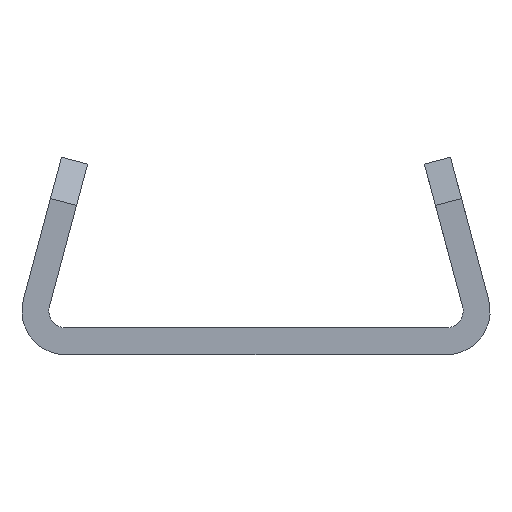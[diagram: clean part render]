
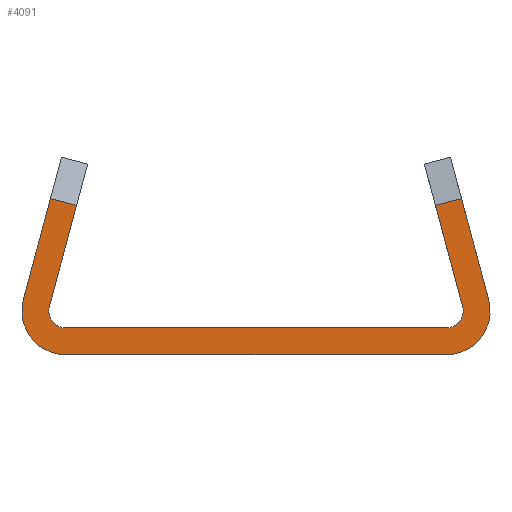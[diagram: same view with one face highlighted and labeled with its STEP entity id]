
A CAD part, front view. The second image highlights one B-rep face of the part: STEP entity #4091.
In plain terms, the highlighted planar face has unit normal (0, -1, 0).
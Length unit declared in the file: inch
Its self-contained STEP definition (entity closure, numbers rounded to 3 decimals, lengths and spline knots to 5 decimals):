
#64=CIRCLE('',#4317,0.077);
#65=CIRCLE('',#4319,0.077);
#163=CIRCLE('',#4421,0.02976);
#165=CIRCLE('',#4424,0.02976);
#377=FACE_OUTER_BOUND('',#611,.T.);
#611=EDGE_LOOP('',(#2975,#2976,#2977,#2978,#2979,#2980,#2981,#2982,#2983,
#2984,#2985,#2986));
#833=LINE('',#5971,#1257);
#839=LINE('',#5984,#1263);
#849=LINE('',#6003,#1273);
#854=LINE('',#6014,#1278);
#861=LINE('',#6035,#1285);
#864=LINE('',#6041,#1288);
#865=LINE('',#6043,#1289);
#964=LINE('',#6438,#1388);
#1257=VECTOR('',#4723,39.37008);
#1263=VECTOR('',#4731,39.37008);
#1273=VECTOR('',#4747,39.37008);
#1278=VECTOR('',#4756,39.37008);
#1285=VECTOR('',#4779,39.37008);
#1288=VECTOR('',#4784,39.37008);
#1289=VECTOR('',#4787,39.37008);
#1388=VECTOR('',#5088,39.37008);
#1681=VERTEX_POINT('',#5968);
#1682=VERTEX_POINT('',#5970);
#1687=VERTEX_POINT('',#5981);
#1688=VERTEX_POINT('',#5983);
#1694=VERTEX_POINT('',#6001);
#1697=VERTEX_POINT('',#6011);
#1700=VERTEX_POINT('',#6021);
#1701=VERTEX_POINT('',#6025);
#1703=VERTEX_POINT('',#6031);
#1706=VERTEX_POINT('',#6039);
#1899=VERTEX_POINT('',#6430);
#1901=VERTEX_POINT('',#6436);
#2097=EDGE_CURVE('',#1681,#1682,#833,.T.);
#2103=EDGE_CURVE('',#1687,#1688,#839,.T.);
#2113=EDGE_CURVE('',#1682,#1694,#849,.T.);
#2118=EDGE_CURVE('',#1687,#1697,#854,.T.);
#2123=EDGE_CURVE('',#1700,#1681,#64,.T.);
#2124=EDGE_CURVE('',#1688,#1701,#65,.T.);
#2129=EDGE_CURVE('',#1694,#1703,#861,.T.);
#2132=EDGE_CURVE('',#1706,#1697,#864,.T.);
#2133=EDGE_CURVE('',#1701,#1700,#865,.T.);
#2327=EDGE_CURVE('',#1703,#1899,#163,.T.);
#2330=EDGE_CURVE('',#1706,#1901,#165,.T.);
#2331=EDGE_CURVE('',#1899,#1901,#964,.T.);
#2975=ORIENTED_EDGE('',*,*,#2133,.F.);
#2976=ORIENTED_EDGE('',*,*,#2124,.F.);
#2977=ORIENTED_EDGE('',*,*,#2103,.F.);
#2978=ORIENTED_EDGE('',*,*,#2118,.T.);
#2979=ORIENTED_EDGE('',*,*,#2132,.F.);
#2980=ORIENTED_EDGE('',*,*,#2330,.T.);
#2981=ORIENTED_EDGE('',*,*,#2331,.F.);
#2982=ORIENTED_EDGE('',*,*,#2327,.F.);
#2983=ORIENTED_EDGE('',*,*,#2129,.F.);
#2984=ORIENTED_EDGE('',*,*,#2113,.F.);
#2985=ORIENTED_EDGE('',*,*,#2097,.F.);
#2986=ORIENTED_EDGE('',*,*,#2123,.F.);
#3978=PLANE('',#4423);
#4091=ADVANCED_FACE('',(#377),#3978,.F.);
#4317=AXIS2_PLACEMENT_3D('',#6023,#4766,#4767);
#4319=AXIS2_PLACEMENT_3D('',#6026,#4770,#4771);
#4421=AXIS2_PLACEMENT_3D('',#6431,#5079,#5080);
#4423=AXIS2_PLACEMENT_3D('',#6435,#5084,#5085);
#4424=AXIS2_PLACEMENT_3D('',#6437,#5086,#5087);
#4723=DIRECTION('',(0.259,0.,0.966));
#4731=DIRECTION('',(0.259,0.,-0.966));
#4747=DIRECTION('',(0.966,0.,-0.259));
#4756=DIRECTION('',(-0.966,0.,-0.259));
#4766=DIRECTION('center_axis',(0.,1.,0.));
#4767=DIRECTION('ref_axis',(0.,0.,-1.));
#4770=DIRECTION('center_axis',(0.,1.,0.));
#4771=DIRECTION('ref_axis',(0.,0.,1.));
#4779=DIRECTION('',(-0.259,0.,-0.966));
#4784=DIRECTION('',(-0.259,0.,0.966));
#4787=DIRECTION('',(-1.,0.,0.));
#5079=DIRECTION('center_axis',(0.,-1.,0.));
#5080=DIRECTION('ref_axis',(0.,0.,-1.));
#5084=DIRECTION('center_axis',(0.,1.,0.));
#5085=DIRECTION('ref_axis',(0.,0.,1.));
#5086=DIRECTION('center_axis',(0.,1.,0.));
#5087=DIRECTION('ref_axis',(0.,0.,1.));
#5088=DIRECTION('',(1.,0.,0.));
#5968=CARTESIAN_POINT('',(-0.40767,-6.,0.09693));
#5970=CARTESIAN_POINT('',(-0.36023,-6.,0.27398));
#5971=CARTESIAN_POINT('',(-0.40767,-6.,0.09693));
#5981=CARTESIAN_POINT('',(0.36023,-6.,0.27398));
#5983=CARTESIAN_POINT('',(0.40767,-6.,0.09693));
#5984=CARTESIAN_POINT('',(0.36023,-6.,0.27398));
#6001=CARTESIAN_POINT('',(-0.3146,-6.,0.26175));
#6003=CARTESIAN_POINT('',(-0.36023,-6.,0.27398));
#6011=CARTESIAN_POINT('',(0.3146,-6.,0.26175));
#6014=CARTESIAN_POINT('',(0.36023,-6.,0.27398));
#6021=CARTESIAN_POINT('',(-0.3333,-6.,0.));
#6023=CARTESIAN_POINT('Origin',(-0.3333,-6.,0.077));
#6025=CARTESIAN_POINT('',(0.3333,-6.,0.));
#6026=CARTESIAN_POINT('Origin',(0.3333,-6.,0.077));
#6031=CARTESIAN_POINT('',(-0.36204,-6.,0.0847));
#6035=CARTESIAN_POINT('',(-0.29519,-6.,0.3342));
#6039=CARTESIAN_POINT('',(0.36204,-6.,0.0847));
#6041=CARTESIAN_POINT('',(0.37283,-6.,0.04442));
#6043=CARTESIAN_POINT('',(-0.375,-6.,0.));
#6430=CARTESIAN_POINT('',(-0.3333,-6.,0.04724));
#6431=CARTESIAN_POINT('Origin',(-0.3333,-6.,0.077));
#6435=CARTESIAN_POINT('Origin',(-0.375,-6.,0.045));
#6436=CARTESIAN_POINT('',(0.3333,-6.,0.04724));
#6437=CARTESIAN_POINT('Origin',(0.3333,-6.,0.077));
#6438=CARTESIAN_POINT('',(-0.375,-6.,0.04724));
